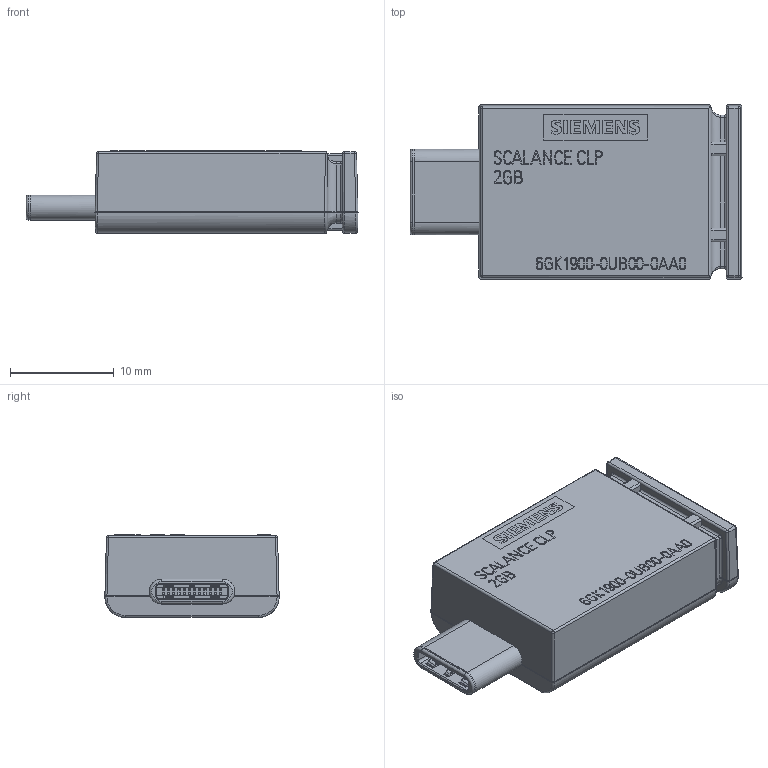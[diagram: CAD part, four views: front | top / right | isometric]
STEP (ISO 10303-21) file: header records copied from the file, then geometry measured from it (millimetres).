
FILE_DESCRIPTION (( 'STEP AP214' ), '1' );
FILE_NAME ('6GK19000UB000AA0_001_STEP.STEP', '2018-07-31T13:47:07', ( '' ), ( '' ), 'SwSTEP 2.0', 'SolidWorks 2017', '' );
FILE_SCHEMA (( 'AUTOMOTIVE_DESIGN' ));
Length unit declared in the file: millimetre
Products named in the file (3): Body; Beschriftung; 6GK19000UB000AA0_001_STEP
Assembly tree (2 placements, depth 2):
  6GK19000UB000AA0_001_STEP
    Body
    Beschriftung
Bounding box: 32 x 16.8 x 8 mm (x, y, z)
Volume: 3310.1 mm3; surface area: 1805.2 mm2
Topology: 1 solids, 34 shells, 507 faces, 2303 edges, 1834 vertices
Faces by surface type: plane 340, cylinder 134, bspline 17, torus 6, sphere 6, cone 4
Entity records: 28973 total; most frequent: CARTESIAN_POINT 7749, ORIENTED_EDGE 3654, DIRECTION 2795, EDGE_CURVE 2303, VERTEX_POINT 1834, LINE 1279, VECTOR 1279, AXIS2_PLACEMENT_3D 758
